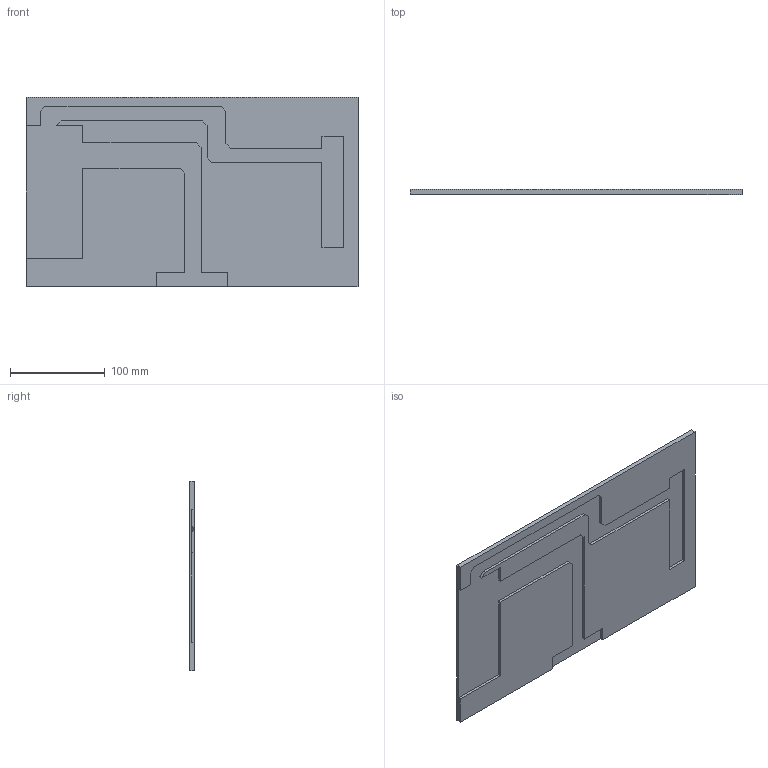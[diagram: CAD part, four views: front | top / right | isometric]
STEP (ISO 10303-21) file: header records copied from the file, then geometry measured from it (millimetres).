
FILE_DESCRIPTION(/* description */ (''),/* implementation_level */ '2;1');
FILE_NAME(/* name */ 'PlankSuperior.stp',/* time_stamp */ '2019-03-12T09:49:58+01:00',/* author */ ('Ishigan'),/* organization */ (''),/* preprocessor_version */ 'ST-DEVELOPER v16.13',/* originating_system */ 'Autodesk Inventor 2018',/* authorisation */ '');
FILE_SCHEMA (('AUTOMOTIVE_DESIGN { 1 0 10303 214 3 1 1 }'));
Length unit declared in the file: millimetre
Products named in the file (1): PlankSuperior
Bounding box: 350 x 5 x 200 mm (x, y, z)
Volume: 281353.2 mm3; surface area: 150004.7 mm2
Topology: 1 solids, 1 shells, 41 faces, 117 edges, 78 vertices
Faces by surface type: plane 41
Entity records: 1350 total; most frequent: CARTESIAN_POINT 237, ORIENTED_EDGE 234, DIRECTION 201, LINE 117, VECTOR 117, EDGE_CURVE 117, VERTEX_POINT 78, AXIS2_PLACEMENT_3D 42
